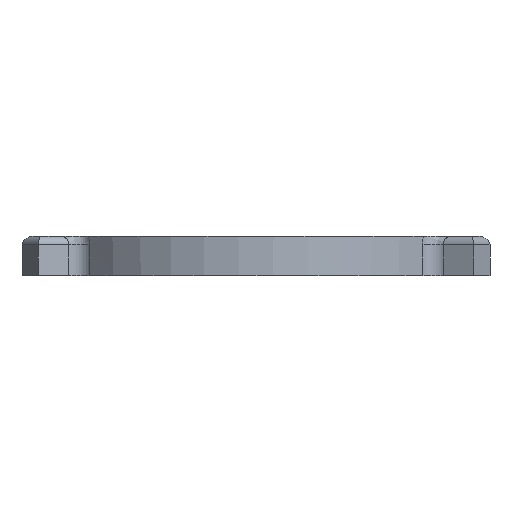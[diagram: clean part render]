
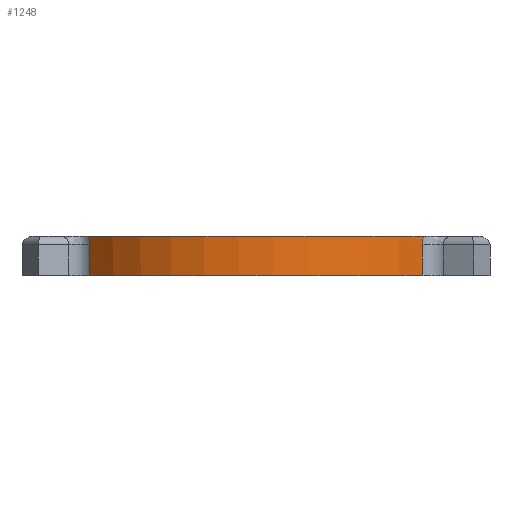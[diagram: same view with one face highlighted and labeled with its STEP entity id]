
A CAD part, left-side view. The second image highlights one B-rep face of the part: STEP entity #1248.
In plain terms, the highlighted cylindrical face has radius 65 mm (diameter 130 mm), a partial arc.
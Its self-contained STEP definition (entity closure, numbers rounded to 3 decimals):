
#47=B_SPLINE_CURVE_WITH_KNOTS('',3,(#2476,#2477,#2478,#2479),
 .UNSPECIFIED.,.F.,.F.,(4,4),(4.717,4.972),
 .UNSPECIFIED.);
#48=B_SPLINE_CURVE_WITH_KNOTS('',3,(#2485,#2486,#2487,#2488),
 .UNSPECIFIED.,.F.,.F.,(4,4),(-0.255,0.),
 .UNSPECIFIED.);
#140=FACE_OUTER_BOUND('',#229,.T.);
#229=EDGE_LOOP('',(#987,#988,#989,#990,#991,#992));
#330=LINE('',#2439,#407);
#331=LINE('',#2484,#408);
#407=VECTOR('',#1671,10.);
#408=VECTOR('',#1676,10.);
#476=CIRCLE('',#1360,65.);
#494=CIRCLE('',#1391,65.);
#570=VERTEX_POINT('',#2108);
#571=VERTEX_POINT('',#2119);
#598=VERTEX_POINT('',#2433);
#600=VERTEX_POINT('',#2437);
#601=VERTEX_POINT('',#2481);
#602=VERTEX_POINT('',#2483);
#702=EDGE_CURVE('',#570,#571,#476,.T.);
#745=EDGE_CURVE('',#600,#598,#330,.T.);
#746=EDGE_CURVE('',#598,#570,#47,.T.);
#747=EDGE_CURVE('',#600,#601,#494,.T.);
#748=EDGE_CURVE('',#602,#601,#331,.T.);
#749=EDGE_CURVE('',#571,#602,#48,.T.);
#987=ORIENTED_EDGE('',*,*,#746,.F.);
#988=ORIENTED_EDGE('',*,*,#745,.F.);
#989=ORIENTED_EDGE('',*,*,#747,.T.);
#990=ORIENTED_EDGE('',*,*,#748,.F.);
#991=ORIENTED_EDGE('',*,*,#749,.F.);
#992=ORIENTED_EDGE('',*,*,#702,.F.);
#1189=CYLINDRICAL_SURFACE('',#1390,65.);
#1248=ADVANCED_FACE('',(#140),#1189,.T.);
#1360=AXIS2_PLACEMENT_3D('',#2120,#1595,#1596);
#1390=AXIS2_PLACEMENT_3D('',#2480,#1672,#1673);
#1391=AXIS2_PLACEMENT_3D('',#2482,#1674,#1675);
#1595=DIRECTION('center_axis',(0.,0.,1.));
#1596=DIRECTION('ref_axis',(-1.,0.,0.));
#1671=DIRECTION('',(0.,0.,1.));
#1672=DIRECTION('center_axis',(0.,0.,1.));
#1673=DIRECTION('ref_axis',(-1.,0.,0.));
#1674=DIRECTION('center_axis',(0.,0.,1.));
#1675=DIRECTION('ref_axis',(1.,0.,0.));
#1676=DIRECTION('',(0.,0.,-1.));
#2108=CARTESIAN_POINT('',(-39.892,51.319,12.));
#2119=CARTESIAN_POINT('',(-39.892,-51.319,12.));
#2120=CARTESIAN_POINT('Origin',(0.,0.,12.));
#2433=CARTESIAN_POINT('',(-40.208,51.071,9.5));
#2437=CARTESIAN_POINT('',(-40.208,51.071,0.));
#2439=CARTESIAN_POINT('',(-40.208,51.071,0.));
#2476=CARTESIAN_POINT('Ctrl Pts',(-40.208,51.071,9.5));
#2477=CARTESIAN_POINT('Ctrl Pts',(-40.208,51.071,10.35));
#2478=CARTESIAN_POINT('Ctrl Pts',(-40.1,51.158,11.199));
#2479=CARTESIAN_POINT('Ctrl Pts',(-39.89,51.32,12.));
#2480=CARTESIAN_POINT('Origin',(0.,0.,0.));
#2481=CARTESIAN_POINT('',(-40.208,-51.071,0.));
#2482=CARTESIAN_POINT('Origin',(0.,0.,0.));
#2483=CARTESIAN_POINT('',(-40.208,-51.071,9.5));
#2484=CARTESIAN_POINT('',(-40.208,-51.071,0.));
#2485=CARTESIAN_POINT('Ctrl Pts',(-39.89,-51.32,12.));
#2486=CARTESIAN_POINT('Ctrl Pts',(-40.1,-51.158,11.199));
#2487=CARTESIAN_POINT('Ctrl Pts',(-40.208,-51.071,10.35));
#2488=CARTESIAN_POINT('Ctrl Pts',(-40.208,-51.071,9.5));
